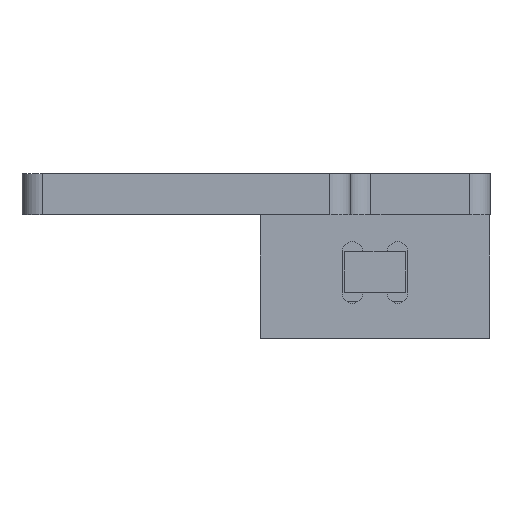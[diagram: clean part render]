
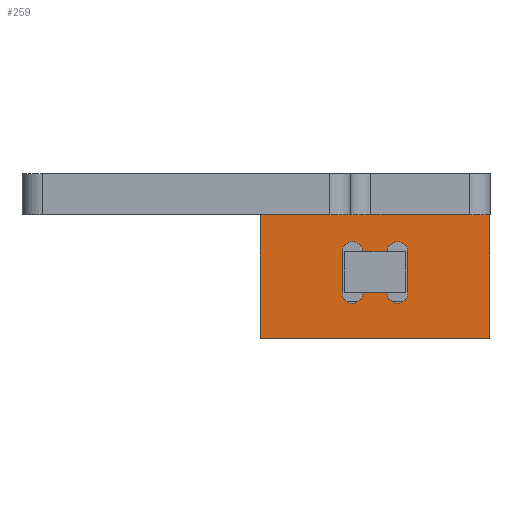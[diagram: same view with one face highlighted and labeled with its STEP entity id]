
A CAD part, front view. The second image highlights one B-rep face of the part: STEP entity #259.
In plain terms, the highlighted planar face has unit normal (0, -1, 0).
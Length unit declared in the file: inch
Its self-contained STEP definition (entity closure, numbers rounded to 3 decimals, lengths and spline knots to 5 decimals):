
#132 = VERTEX_POINT ( 'NONE', #1120 ) ;
#134 = EDGE_CURVE ( 'NONE', #132, #135, #1119, .T. ) ;
#135 = VERTEX_POINT ( 'NONE', #1114 ) ;
#150 = VERTEX_POINT ( 'NONE', #1130 ) ;
#152 = EDGE_CURVE ( 'NONE', #150, #153, #1182, .T. ) ;
#153 = VERTEX_POINT ( 'NONE', #1177 ) ;
#159 = VERTEX_POINT ( 'NONE', #1209 ) ;
#161 = EDGE_CURVE ( 'NONE', #159, #162, #1208, .T. ) ;
#162 = VERTEX_POINT ( 'NONE', #1203 ) ;
#168 = EDGE_CURVE ( 'NONE', #162, #169, #1235, .T. ) ;
#169 = VERTEX_POINT ( 'NONE', #1231 ) ;
#200 = EDGE_CURVE ( 'NONE', #216, #150, #1337, .T. ) ;
#204 = EDGE_CURVE ( 'NONE', #153, #205, #1367, .T. ) ;
#205 = VERTEX_POINT ( 'NONE', #1363 ) ;
#215 = EDGE_CURVE ( 'NONE', #135, #216, #1433, .T. ) ;
#216 = VERTEX_POINT ( 'NONE', #1429 ) ;
#234 = EDGE_CURVE ( 'NONE', #169, #132, #1476, .T. ) ;
#239 = ORIENTED_EDGE ( 'NONE', *, *, #152, .F. ) ;
#240 = ORIENTED_EDGE ( 'NONE', *, *, #200, .F. ) ;
#241 = ORIENTED_EDGE ( 'NONE', *, *, #215, .F. ) ;
#242 = ORIENTED_EDGE ( 'NONE', *, *, #134, .F. ) ;
#243 = ORIENTED_EDGE ( 'NONE', *, *, #234, .F. ) ;
#244 = ORIENTED_EDGE ( 'NONE', *, *, #168, .F. ) ;
#245 = ORIENTED_EDGE ( 'NONE', *, *, #161, .F. ) ;
#246 = EDGE_LOOP ( 'NONE', ( #247, #307, #310, #313 ) ) ;
#247 = ORIENTED_EDGE ( 'NONE', *, *, #248, .F. ) ;
#248 = EDGE_CURVE ( 'NONE', #249, #250, #1466, .T. ) ;
#249 = VERTEX_POINT ( 'NONE', #1514 ) ;
#250 = VERTEX_POINT ( 'NONE', #1513 ) ;
#257 = EDGE_CURVE ( 'NONE', #275, #159, #1541, .T. ) ;
#259 = ADVANCED_FACE ( 'NONE', ( #1536, #1535 ), #1573, .F. ) ;
#260 = EDGE_LOOP ( 'NONE', ( #261, #262, #263, #239, #240, #241, #242, #243, #244, #245 ) ) ;
#261 = ORIENTED_EDGE ( 'NONE', *, *, #257, .F. ) ;
#262 = ORIENTED_EDGE ( 'NONE', *, *, #274, .F. ) ;
#263 = ORIENTED_EDGE ( 'NONE', *, *, #204, .F. ) ;
#274 = EDGE_CURVE ( 'NONE', #205, #275, #1596, .T. ) ;
#275 = VERTEX_POINT ( 'NONE', #1591 ) ;
#307 = ORIENTED_EDGE ( 'NONE', *, *, #308, .F. ) ;
#308 = EDGE_CURVE ( 'NONE', #309, #249, #1699, .T. ) ;
#309 = VERTEX_POINT ( 'NONE', #1695 ) ;
#310 = ORIENTED_EDGE ( 'NONE', *, *, #311, .F. ) ;
#311 = EDGE_CURVE ( 'NONE', #312, #309, #1694, .T. ) ;
#312 = VERTEX_POINT ( 'NONE', #1690 ) ;
#313 = ORIENTED_EDGE ( 'NONE', *, *, #314, .F. ) ;
#314 = EDGE_CURVE ( 'NONE', #250, #312, #1689, .T. ) ;
#1114 = CARTESIAN_POINT ( 'NONE',  ( 0.17183, 1.02691, 0.28179 ) ) ;
#1115 = DIRECTION ( 'NONE',  ( 0., 0., 1. ) ) ;
#1116 = DIRECTION ( 'NONE',  ( 0., -1., 0. ) ) ;
#1117 = CARTESIAN_POINT ( 'NONE',  ( 0.07341, 1.02691, 0.28179 ) ) ;
#1118 = AXIS2_PLACEMENT_3D ( 'NONE', #1117, #1116, #1115 ) ;
#1119 = CIRCLE ( 'NONE', #1118, 0.09843 ) ;
#1120 = CARTESIAN_POINT ( 'NONE',  ( 0.07341, 1.02691, 0.18337 ) ) ;
#1130 = CARTESIAN_POINT ( 'NONE',  ( 0.50648, 1.02691, 0.18337 ) ) ;
#1177 = CARTESIAN_POINT ( 'NONE',  ( 0.6049, 1.02691, 0.28179 ) ) ;
#1178 = DIRECTION ( 'NONE',  ( 0., 0., -1. ) ) ;
#1179 = DIRECTION ( 'NONE',  ( 0., -1., 0. ) ) ;
#1180 = CARTESIAN_POINT ( 'NONE',  ( 0.50648, 1.02691, 0.28179 ) ) ;
#1181 = AXIS2_PLACEMENT_3D ( 'NONE', #1180, #1179, #1178 ) ;
#1182 = CIRCLE ( 'NONE', #1181, 0.09843 ) ;
#1203 = CARTESIAN_POINT ( 'NONE',  ( -0.02502, 1.02691, 0.67549 ) ) ;
#1204 = DIRECTION ( 'NONE',  ( 0., 0., -1. ) ) ;
#1205 = DIRECTION ( 'NONE',  ( 0., -1., 0. ) ) ;
#1206 = CARTESIAN_POINT ( 'NONE',  ( 0.07341, 1.02691, 0.67549 ) ) ;
#1207 = AXIS2_PLACEMENT_3D ( 'NONE', #1206, #1205, #1204 ) ;
#1208 = CIRCLE ( 'NONE', #1207, 0.09843 ) ;
#1209 = CARTESIAN_POINT ( 'NONE',  ( 0.17183, 1.02691, 0.67549 ) ) ;
#1231 = CARTESIAN_POINT ( 'NONE',  ( -0.02502, 1.02691, 0.28179 ) ) ;
#1232 = DIRECTION ( 'NONE',  ( 0., 0., -1. ) ) ;
#1233 = VECTOR ( 'NONE', #1232, 39.37008 ) ;
#1234 = CARTESIAN_POINT ( 'NONE',  ( -0.02502, 1.02691, 0.67549 ) ) ;
#1235 = LINE ( 'NONE', #1234, #1233 ) ;
#1333 = DIRECTION ( 'NONE',  ( 0., 0., -1. ) ) ;
#1334 = DIRECTION ( 'NONE',  ( 0., -1., 0. ) ) ;
#1335 = CARTESIAN_POINT ( 'NONE',  ( 0.50648, 1.02691, 0.28179 ) ) ;
#1336 = AXIS2_PLACEMENT_3D ( 'NONE', #1335, #1334, #1333 ) ;
#1337 = CIRCLE ( 'NONE', #1336, 0.09843 ) ;
#1363 = CARTESIAN_POINT ( 'NONE',  ( 0.6049, 1.02691, 0.67549 ) ) ;
#1364 = DIRECTION ( 'NONE',  ( 0., 0., 1. ) ) ;
#1365 = VECTOR ( 'NONE', #1364, 39.37008 ) ;
#1366 = CARTESIAN_POINT ( 'NONE',  ( 0.6049, 1.02691, 0.67549 ) ) ;
#1367 = LINE ( 'NONE', #1366, #1365 ) ;
#1429 = CARTESIAN_POINT ( 'NONE',  ( 0.40805, 1.02691, 0.28179 ) ) ;
#1430 = DIRECTION ( 'NONE',  ( 1., 0., 0. ) ) ;
#1431 = VECTOR ( 'NONE', #1430, 39.37008 ) ;
#1432 = CARTESIAN_POINT ( 'NONE',  ( -0.02502, 1.02691, 0.28179 ) ) ;
#1433 = LINE ( 'NONE', #1432, #1431 ) ;
#1466 = LINE ( 'NONE', #1517, #1516 ) ;
#1472 = DIRECTION ( 'NONE',  ( 0., 0., 1. ) ) ;
#1473 = DIRECTION ( 'NONE',  ( 0., -1., 0. ) ) ;
#1474 = CARTESIAN_POINT ( 'NONE',  ( 0.07341, 1.02691, 0.28179 ) ) ;
#1475 = AXIS2_PLACEMENT_3D ( 'NONE', #1474, #1473, #1472 ) ;
#1476 = CIRCLE ( 'NONE', #1475, 0.09843 ) ;
#1513 = CARTESIAN_POINT ( 'NONE',  ( 1.3923, 1.02691, -0.15128 ) ) ;
#1514 = CARTESIAN_POINT ( 'NONE',  ( 1.3923, 1.02691, 1.02982 ) ) ;
#1515 = DIRECTION ( 'NONE',  ( 0., 0., -1. ) ) ;
#1516 = VECTOR ( 'NONE', #1515, 39.37008 ) ;
#1517 = CARTESIAN_POINT ( 'NONE',  ( 1.3923, 1.02691, -0.15128 ) ) ;
#1535 = FACE_OUTER_BOUND ( 'NONE', #246, .T. ) ;
#1536 = FACE_BOUND ( 'NONE', #260, .T. ) ;
#1537 = DIRECTION ( 'NONE',  ( -1., 0., 0. ) ) ;
#1538 = VECTOR ( 'NONE', #1537, 39.37008 ) ;
#1539 = CARTESIAN_POINT ( 'NONE',  ( -0.02502, 1.02691, 0.67549 ) ) ;
#1541 = LINE ( 'NONE', #1539, #1538 ) ;
#1569 = DIRECTION ( 'NONE',  ( 0., 0., 1. ) ) ;
#1570 = DIRECTION ( 'NONE',  ( 0., 1., 0. ) ) ;
#1571 = CARTESIAN_POINT ( 'NONE',  ( -0.81242, 1.02691, 1.42352 ) ) ;
#1572 = AXIS2_PLACEMENT_3D ( 'NONE', #1571, #1570, #1569 ) ;
#1573 = PLANE ( 'NONE',  #1572 ) ;
#1591 = CARTESIAN_POINT ( 'NONE',  ( 0.40805, 1.02691, 0.67549 ) ) ;
#1592 = DIRECTION ( 'NONE',  ( 0., 0., 1. ) ) ;
#1593 = DIRECTION ( 'NONE',  ( 0., -1., 0. ) ) ;
#1594 = CARTESIAN_POINT ( 'NONE',  ( 0.50648, 1.02691, 0.67549 ) ) ;
#1595 = AXIS2_PLACEMENT_3D ( 'NONE', #1594, #1593, #1592 ) ;
#1596 = CIRCLE ( 'NONE', #1595, 0.09843 ) ;
#1689 = LINE ( 'NONE', #1741, #1740 ) ;
#1690 = CARTESIAN_POINT ( 'NONE',  ( -0.81242, 1.02691, -0.15128 ) ) ;
#1691 = DIRECTION ( 'NONE',  ( 0., 0., 1. ) ) ;
#1692 = VECTOR ( 'NONE', #1691, 39.37008 ) ;
#1693 = CARTESIAN_POINT ( 'NONE',  ( -0.81242, 1.02691, -0.15128 ) ) ;
#1694 = LINE ( 'NONE', #1693, #1692 ) ;
#1695 = CARTESIAN_POINT ( 'NONE',  ( -0.81242, 1.02691, 1.02982 ) ) ;
#1696 = DIRECTION ( 'NONE',  ( 1., 0., 0. ) ) ;
#1697 = VECTOR ( 'NONE', #1696, 39.37008 ) ;
#1698 = CARTESIAN_POINT ( 'NONE',  ( -0.81242, 1.02691, 1.02982 ) ) ;
#1699 = LINE ( 'NONE', #1698, #1697 ) ;
#1739 = DIRECTION ( 'NONE',  ( -1., 0., 0. ) ) ;
#1740 = VECTOR ( 'NONE', #1739, 39.37008 ) ;
#1741 = CARTESIAN_POINT ( 'NONE',  ( -0.81242, 1.02691, -0.15128 ) ) ;
